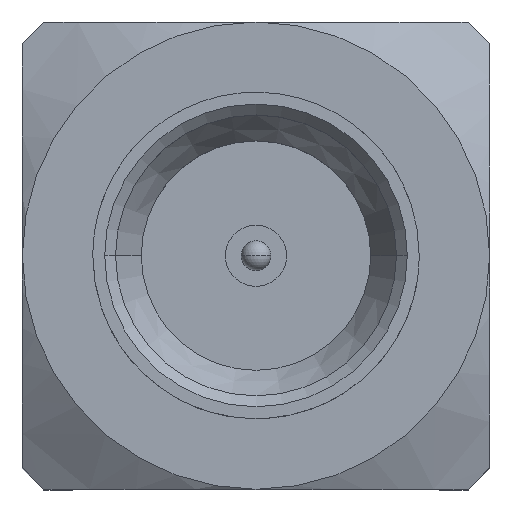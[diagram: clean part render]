
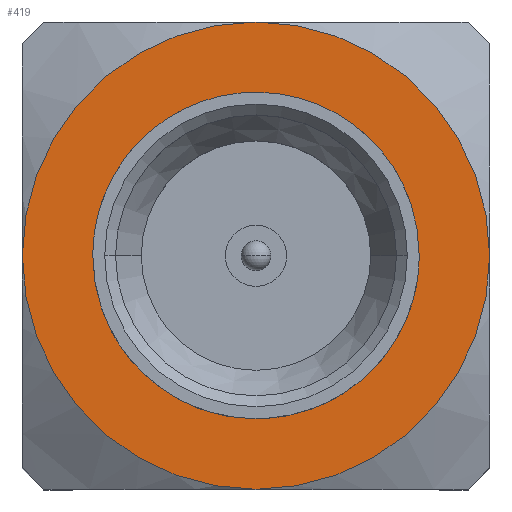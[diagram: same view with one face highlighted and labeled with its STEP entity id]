
A CAD part, top view. The second image highlights one B-rep face of the part: STEP entity #419.
In plain terms, the highlighted planar face has unit normal (0, 0, 1).
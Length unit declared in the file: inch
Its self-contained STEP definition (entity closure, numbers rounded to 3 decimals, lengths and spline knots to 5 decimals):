
#33 = DIRECTION ( 'NONE',  ( 1., 0., 0. ) ) ;
#66 = VERTEX_POINT ( 'NONE', #267 ) ;
#74 = DIRECTION ( 'NONE',  ( 0., 0., -1. ) ) ;
#96 = CARTESIAN_POINT ( 'NONE',  ( 0., 0., 0.20611 ) ) ;
#107 = CIRCLE ( 'NONE', #625, 0.11811 ) ;
#126 = CARTESIAN_POINT ( 'NONE',  ( 0., -0.11811, 0.20611 ) ) ;
#149 = CARTESIAN_POINT ( 'NONE',  ( 0., 0., 0.20611 ) ) ;
#150 = AXIS2_PLACEMENT_3D ( 'NONE', #1527, #550, #33 ) ;
#153 = CARTESIAN_POINT ( 'NONE',  ( 0., 0.11811, 0.20611 ) ) ;
#169 = DIRECTION ( 'NONE',  ( 0., 0., -1. ) ) ;
#170 = PLANE ( 'NONE',  #1364 ) ;
#180 = ORIENTED_EDGE ( 'NONE', *, *, #285, .T. ) ;
#191 = DIRECTION ( 'NONE',  ( 0., 0., 1. ) ) ;
#197 = VERTEX_POINT ( 'NONE', #1289 ) ;
#267 = CARTESIAN_POINT ( 'NONE',  ( -0.0825, 0., 0.20611 ) ) ;
#274 = DIRECTION ( 'NONE',  ( 1., 0., 0. ) ) ;
#285 = EDGE_CURVE ( 'NONE', #197, #906, #1281, .T. ) ;
#307 = CARTESIAN_POINT ( 'NONE',  ( 0., 0., 0.20611 ) ) ;
#318 = DIRECTION ( 'NONE',  ( 1., 0., 0. ) ) ;
#325 = DIRECTION ( 'NONE',  ( 1., 0., 0. ) ) ;
#379 = AXIS2_PLACEMENT_3D ( 'NONE', #149, #695, #274 ) ;
#402 = EDGE_CURVE ( 'NONE', #1313, #197, #1027, .T. ) ;
#419 = ADVANCED_FACE ( 'NONE', ( #480, #1241 ), #170, .F. ) ;
#480 = FACE_BOUND ( 'NONE', #773, .T. ) ;
#511 = DIRECTION ( 'NONE',  ( -1., 0., 0. ) ) ;
#550 = DIRECTION ( 'NONE',  ( 0., 0., 1. ) ) ;
#625 = AXIS2_PLACEMENT_3D ( 'NONE', #1015, #1137, #318 ) ;
#665 = ORIENTED_EDGE ( 'NONE', *, *, #747, .T. ) ;
#681 = ORIENTED_EDGE ( 'NONE', *, *, #1046, .T. ) ;
#695 = DIRECTION ( 'NONE',  ( 0., 0., 1. ) ) ;
#747 = EDGE_CURVE ( 'NONE', #66, #976, #783, .T. ) ;
#773 = EDGE_LOOP ( 'NONE', ( #1661, #665 ) ) ;
#783 = CIRCLE ( 'NONE', #1283, 0.0825 ) ;
#896 = VERTEX_POINT ( 'NONE', #1365 ) ;
#906 = VERTEX_POINT ( 'NONE', #153 ) ;
#921 = CIRCLE ( 'NONE', #150, 0.11811 ) ;
#976 = VERTEX_POINT ( 'NONE', #1049 ) ;
#1003 = AXIS2_PLACEMENT_3D ( 'NONE', #1380, #191, #325 ) ;
#1006 = CIRCLE ( 'NONE', #1228, 0.0825 ) ;
#1015 = CARTESIAN_POINT ( 'NONE',  ( 0., 0., 0.20611 ) ) ;
#1027 = CIRCLE ( 'NONE', #1003, 0.11811 ) ;
#1043 = DIRECTION ( 'NONE',  ( -1., 0., 0. ) ) ;
#1046 = EDGE_CURVE ( 'NONE', #906, #896, #107, .T. ) ;
#1049 = CARTESIAN_POINT ( 'NONE',  ( 0.0825, 0., 0.20611 ) ) ;
#1085 = ORIENTED_EDGE ( 'NONE', *, *, #1733, .T. ) ;
#1137 = DIRECTION ( 'NONE',  ( 0., 0., 1. ) ) ;
#1189 = DIRECTION ( 'NONE',  ( 0., 0., -1. ) ) ;
#1199 = EDGE_LOOP ( 'NONE', ( #681, #1085, #1391, #180 ) ) ;
#1228 = AXIS2_PLACEMENT_3D ( 'NONE', #1730, #1189, #511 ) ;
#1241 = FACE_OUTER_BOUND ( 'NONE', #1199, .T. ) ;
#1247 = DIRECTION ( 'NONE',  ( -1., 0., 0. ) ) ;
#1281 = CIRCLE ( 'NONE', #379, 0.11811 ) ;
#1283 = AXIS2_PLACEMENT_3D ( 'NONE', #307, #169, #1247 ) ;
#1289 = CARTESIAN_POINT ( 'NONE',  ( 0.11811, 0., 0.20611 ) ) ;
#1313 = VERTEX_POINT ( 'NONE', #126 ) ;
#1364 = AXIS2_PLACEMENT_3D ( 'NONE', #96, #74, #1043 ) ;
#1365 = CARTESIAN_POINT ( 'NONE',  ( -0.11811, 0., 0.20611 ) ) ;
#1380 = CARTESIAN_POINT ( 'NONE',  ( 0., 0., 0.20611 ) ) ;
#1391 = ORIENTED_EDGE ( 'NONE', *, *, #402, .T. ) ;
#1527 = CARTESIAN_POINT ( 'NONE',  ( 0., 0., 0.20611 ) ) ;
#1553 = EDGE_CURVE ( 'NONE', #976, #66, #1006, .T. ) ;
#1661 = ORIENTED_EDGE ( 'NONE', *, *, #1553, .T. ) ;
#1730 = CARTESIAN_POINT ( 'NONE',  ( 0., 0., 0.20611 ) ) ;
#1733 = EDGE_CURVE ( 'NONE', #896, #1313, #921, .T. ) ;
